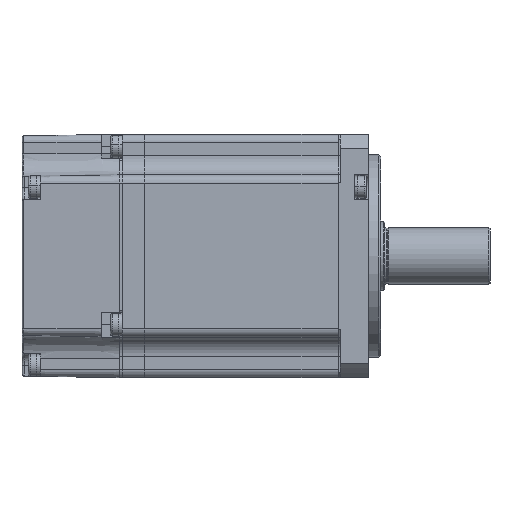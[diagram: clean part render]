
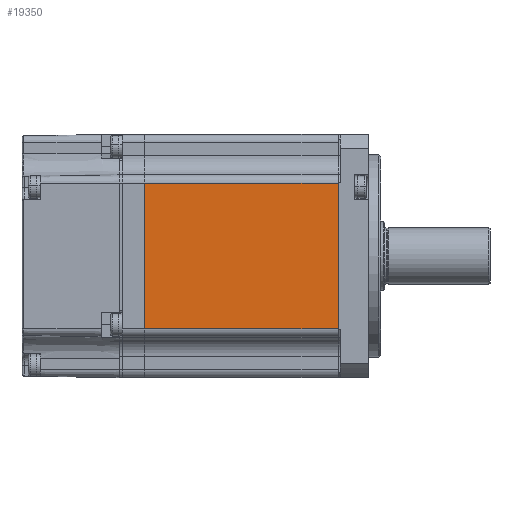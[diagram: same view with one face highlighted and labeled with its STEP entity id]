
A CAD part, front view. The second image highlights one B-rep face of the part: STEP entity #19350.
In plain terms, the highlighted planar face has unit normal (0, -1, 0).
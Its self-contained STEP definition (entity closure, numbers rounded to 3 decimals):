
#798 = ORIENTED_EDGE ( 'NONE', *, *, #22167, .F. ) ;
#1466 = VECTOR ( 'NONE', #24379, 1000. ) ;
#2717 = ORIENTED_EDGE ( 'NONE', *, *, #18863, .T. ) ;
#4299 = DIRECTION ( 'NONE',  ( 0., 1., 0. ) ) ;
#4525 = VERTEX_POINT ( 'NONE', #22359 ) ;
#5867 = AXIS2_PLACEMENT_3D ( 'NONE', #6235, #4299, #18510 ) ;
#6235 = CARTESIAN_POINT ( 'NONE',  ( 18.998, -30.661, 78. ) ) ;
#6529 = DIRECTION ( 'NONE',  ( -1., 0., 0. ) ) ;
#6867 = LINE ( 'NONE', #18466, #22391 ) ;
#7571 = VERTEX_POINT ( 'NONE', #21012 ) ;
#8718 = VERTEX_POINT ( 'NONE', #25588 ) ;
#9190 = ORIENTED_EDGE ( 'NONE', *, *, #25133, .F. ) ;
#10387 = VERTEX_POINT ( 'NONE', #16017 ) ;
#10718 = VECTOR ( 'NONE', #21930, 1000. ) ;
#14061 = VECTOR ( 'NONE', #6529, 1000. ) ;
#14434 = PLANE ( 'NONE',  #5867 ) ;
#14727 = CARTESIAN_POINT ( 'NONE',  ( 18.998, -30.661, 78. ) ) ;
#15321 = FACE_OUTER_BOUND ( 'NONE', #20941, .T. ) ;
#15662 = EDGE_CURVE ( 'NONE', #10387, #7571, #17688, .T. ) ;
#16017 = CARTESIAN_POINT ( 'NONE',  ( -28.702, -30.661, 78. ) ) ;
#17688 = LINE ( 'NONE', #22319, #1466 ) ;
#18466 = CARTESIAN_POINT ( 'NONE',  ( 18.998, -30.661, 78. ) ) ;
#18510 = DIRECTION ( 'NONE',  ( 0., 0., 1. ) ) ;
#18863 = EDGE_CURVE ( 'NONE', #4525, #10387, #25458, .T. ) ;
#19350 = ADVANCED_FACE ( 'NONE', ( #15321 ), #14434, .F. ) ;
#20658 = ORIENTED_EDGE ( 'NONE', *, *, #15662, .T. ) ;
#20941 = EDGE_LOOP ( 'NONE', ( #20658, #9190, #798, #2717 ) ) ;
#21012 = CARTESIAN_POINT ( 'NONE',  ( -28.702, -30.661, 42. ) ) ;
#21492 = LINE ( 'NONE', #23718, #10718 ) ;
#21930 = DIRECTION ( 'NONE',  ( -1., 0., 0. ) ) ;
#22167 = EDGE_CURVE ( 'NONE', #4525, #8718, #6867, .T. ) ;
#22319 = CARTESIAN_POINT ( 'NONE',  ( -28.702, -30.661, 78. ) ) ;
#22359 = CARTESIAN_POINT ( 'NONE',  ( 18.998, -30.661, 78. ) ) ;
#22391 = VECTOR ( 'NONE', #24532, 1000. ) ;
#23718 = CARTESIAN_POINT ( 'NONE',  ( 18.998, -30.661, 42. ) ) ;
#24379 = DIRECTION ( 'NONE',  ( 0., 0., -1. ) ) ;
#24532 = DIRECTION ( 'NONE',  ( 0., 0., -1. ) ) ;
#25133 = EDGE_CURVE ( 'NONE', #8718, #7571, #21492, .T. ) ;
#25458 = LINE ( 'NONE', #14727, #14061 ) ;
#25588 = CARTESIAN_POINT ( 'NONE',  ( 18.998, -30.661, 42. ) ) ;
